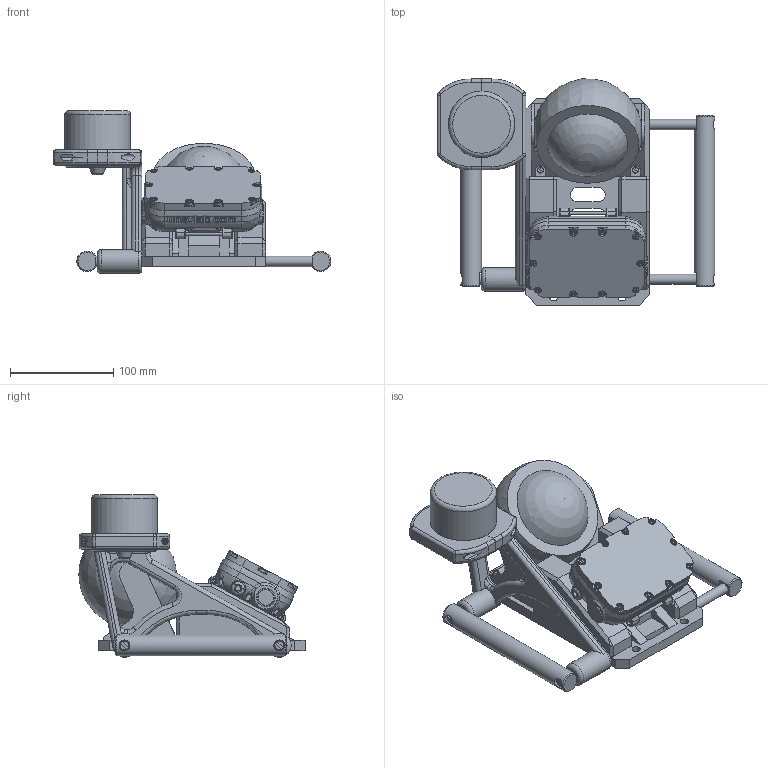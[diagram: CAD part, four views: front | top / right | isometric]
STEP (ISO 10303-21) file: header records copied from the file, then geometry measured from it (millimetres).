
FILE_DESCRIPTION(/* description */ (''),/* implementation_level */ '2;1');
FILE_NAME(/* name */ 'RedNav с навигационной панелью v1.step',/* time_stamp */ '2021-09-10T12:02:02+04:00',/* author */ (''),/* organization */ (''),/* preprocessor_version */ 'ST-DEVELOPER v18.1',/* originating_system */ 'Autodesk Translation Framework v10.10.0.1391',/* authorisation */ '');
FILE_SCHEMA (('AUTOMOTIVE_DESIGN { 1 0 10303 214 3 1 1 }'));
Length unit declared in the file: millimetre
Products named in the file (17): RedNav с навигационной 
панелью; uGTR-uNode_«ï ç¥àâ¥¦
¥©; Çàëèâêà_uGTR-uNode; RedNav v2.0 (êîðïóñ); RedNav v2.0_Body; PS161P10YSS1; RedNav v2.0_Glass; prevailing torque nut thin insert_din_DIN EN ISO 10511 - M3 - N; socket head cap screw_am_B18.3.1M - 3 x 0.5 x 50 Hex SHCS -- 50NHX; socket head cap screw_din_DIN 912 M3 x 25 --- 18N; RedNav v2.0_Plastic_Film; O-ring RedNav v2.0; Navigation Panel 2012; Êðåïëåíèå íà íàâ
èãàöèîííóþ ïàíå
ëü; Êðåïëåíèå íà íàâ
èãàöèîííóþ ïàíå
ëü (ñêîáà); socket head cap screw_din_DIN 912 M3 x 25 --- 25N; prevailing torque nut style 1 insert_din_DIN EN ISO 7040 - M3 - N
Assembly tree (38 placements, depth 3):
  RedNav с навигационной 
панелью
    uGTR-uNode_«ï ç¥àâ¥¦
¥©
      Çàëèâêà_uGTR-uNode
    RedNav v2.0 (êîðïóñ)
      RedNav v2.0_Body
      PS161P10YSS1  x2
      RedNav v2.0_Glass
      prevailing torque nut thin insert_din_DIN EN ISO 10511 - M3 - N  x10
      socket head cap screw_am_B18.3.1M - 3 x 0.5 x 50 Hex SHCS -- 50NHX  x2
      socket head cap screw_din_DIN 912 M3 x 25 --- 18N  x10
      RedNav v2.0_Plastic_Film
      O-ring RedNav v2.0
    Navigation Panel 2012
    Êðåïëåíèå íà íàâ
èãàöèîííóþ ïàíå
ëü
    Êðåïëåíèå íà íàâ
èãàöèîííóþ ïàíå
ëü (ñêîáà)
    socket head cap screw_din_DIN 912 M3 x 25 --- 25N  x2
    prevailing torque nut style 1 insert_din_DIN EN ISO 7040 - M3 - N  x2
Bounding box: 269 x 219.14 x 157.49 mm (x, y, z)
Volume: 1719481.8 mm3; surface area: 364908.2 mm2
Topology: 82 solids, 82 shells, 2221 faces, 5340 edges, 3355 vertices
Faces by surface type: plane 1130, cylinder 500, bspline 232, cone 227, torus 130, sphere 2
Full cylindrical faces by diameter (mm): 2 x4, 2.5 x16, 3 x34, 3.2 x14, 3.3 x4, 3.4 x4, 3.5 x14, 3.714 x12, 4.2 x6, 4.5 x4, 5 x7, 5.2 x1, 5.3 x18, 5.5 x36, 5.6 x1, 5.8 x3, 6 x3, 7 x4, 8 x2, 8.5 x6, 10 x10, 10.5 x4, 11 x2, 12 x10, 15 x4, 18 x2, 20 x2, 23 x2, 58 x1, 64 x1
Entity records: 66959 total; most frequent: CARTESIAN_POINT 25527, ORIENTED_EDGE 8464, DIRECTION 8083, EDGE_CURVE 4232, AXIS2_PLACEMENT_3D 2958, VERTEX_POINT 2712, LINE 2167, VECTOR 2167
